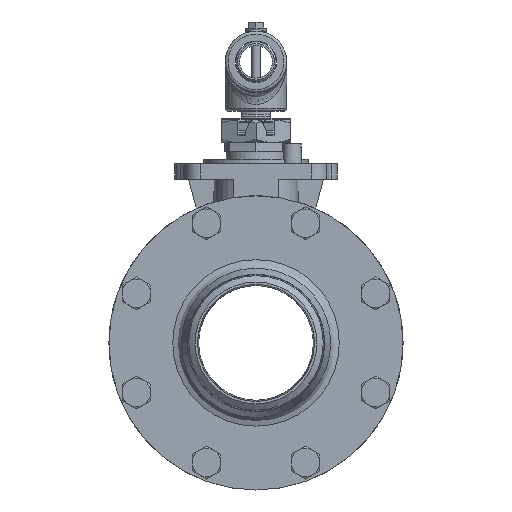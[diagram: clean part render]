
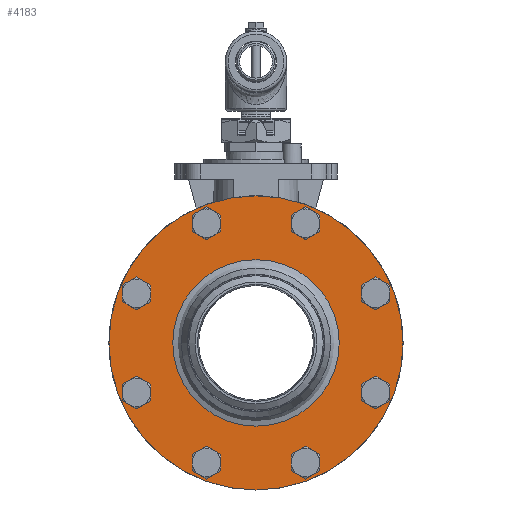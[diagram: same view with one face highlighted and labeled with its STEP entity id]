
A CAD part, front view. The second image highlights one B-rep face of the part: STEP entity #4183.
In plain terms, the highlighted planar face has unit normal (0, -1, 0).
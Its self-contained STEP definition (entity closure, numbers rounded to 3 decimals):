
#4044=CARTESIAN_POINT('',(0.,-17.4,55.472));
#4045=VERTEX_POINT('',#4044);
#4046=CARTESIAN_POINT('',(0.0,-17.4,0.0));
#4047=DIRECTION('',(0.0,-1.0,0.0));
#4048=DIRECTION('',(0.0,0.0,-1.0));
#4049=AXIS2_PLACEMENT_3D('',#4046,#4047,#4048);
#4050=CIRCLE('',#4049,55.472);
#4051=EDGE_CURVE('',#4045,#4045,#4050,.T.);
#4076=CARTESIAN_POINT('',(0.0,-17.4,74.596));
#4077=DIRECTION('',(0.0,-1.0,0.0));
#4078=DIRECTION('',(0.0,0.0,-1.0));
#4079=AXIS2_PLACEMENT_3D('',#4076,#4077,#4078);
#4080=PLANE('',#4079);
#4081=CARTESIAN_POINT('',(0.0,-17.4,98.));
#4082=VERTEX_POINT('',#4081);
#4083=CARTESIAN_POINT('',(0.0,-17.4,0.0));
#4084=DIRECTION('',(0.0,1.0,0.0));
#4085=DIRECTION('',(0.0,0.0,1.0));
#4086=AXIS2_PLACEMENT_3D('',#4083,#4084,#4085);
#4087=CIRCLE('',#4086,98.);
#4088=EDGE_CURVE('',#4082,#4082,#4087,.T.);
#4089=ORIENTED_EDGE('',*,*,#4088,.F.);
#4090=EDGE_LOOP('',(#4089));
#4091=FACE_OUTER_BOUND('',#4090,.T.);
#4092=CARTESIAN_POINT('',(73.356,-17.4,33.026));
#4093=VERTEX_POINT('',#4092);
#4094=CARTESIAN_POINT('',(79.731,-17.4,33.026));
#4095=DIRECTION('',(0.0,1.0,0.0));
#4096=DIRECTION('',(1.0,0.0,0.0));
#4097=AXIS2_PLACEMENT_3D('',#4094,#4095,#4096);
#4098=CIRCLE('',#4097,6.375);
#4099=EDGE_CURVE('',#4093,#4093,#4098,.T.);
#4100=ORIENTED_EDGE('',*,*,#4099,.T.);
#4101=EDGE_LOOP('',(#4100));
#4102=FACE_BOUND('',#4101,.T.);
#4103=CARTESIAN_POINT('',(75.223,-17.4,-28.518));
#4104=VERTEX_POINT('',#4103);
#4105=CARTESIAN_POINT('',(79.731,-17.4,-33.026));
#4106=DIRECTION('',(0.0,1.0,0.0));
#4107=DIRECTION('',(0.707,0.0,-0.707));
#4108=AXIS2_PLACEMENT_3D('',#4105,#4106,#4107);
#4109=CIRCLE('',#4108,6.375);
#4110=EDGE_CURVE('',#4104,#4104,#4109,.T.);
#4111=ORIENTED_EDGE('',*,*,#4110,.T.);
#4112=EDGE_LOOP('',(#4111));
#4113=FACE_BOUND('',#4112,.T.);
#4114=CARTESIAN_POINT('',(33.026,-17.4,-73.356));
#4115=VERTEX_POINT('',#4114);
#4116=CARTESIAN_POINT('',(33.026,-17.4,-79.731));
#4117=DIRECTION('',(0.0,1.0,0.0));
#4118=DIRECTION('',(0.0,0.0,-1.0));
#4119=AXIS2_PLACEMENT_3D('',#4116,#4117,#4118);
#4120=CIRCLE('',#4119,6.375);
#4121=EDGE_CURVE('',#4115,#4115,#4120,.T.);
#4122=ORIENTED_EDGE('',*,*,#4121,.T.);
#4123=EDGE_LOOP('',(#4122));
#4124=FACE_BOUND('',#4123,.T.);
#4125=CARTESIAN_POINT('',(-28.518,-17.4,-75.223));
#4126=VERTEX_POINT('',#4125);
#4127=CARTESIAN_POINT('',(-33.026,-17.4,-79.731));
#4128=DIRECTION('',(0.0,1.0,0.0));
#4129=DIRECTION('',(-0.707,0.0,-0.707));
#4130=AXIS2_PLACEMENT_3D('',#4127,#4128,#4129);
#4131=CIRCLE('',#4130,6.375);
#4132=EDGE_CURVE('',#4126,#4126,#4131,.T.);
#4133=ORIENTED_EDGE('',*,*,#4132,.T.);
#4134=EDGE_LOOP('',(#4133));
#4135=FACE_BOUND('',#4134,.T.);
#4136=CARTESIAN_POINT('',(-73.356,-17.4,-33.026));
#4137=VERTEX_POINT('',#4136);
#4138=CARTESIAN_POINT('',(-79.731,-17.4,-33.026));
#4139=DIRECTION('',(0.0,1.0,0.0));
#4140=DIRECTION('',(-1.0,0.0,0.0));
#4141=AXIS2_PLACEMENT_3D('',#4138,#4139,#4140);
#4142=CIRCLE('',#4141,6.375);
#4143=EDGE_CURVE('',#4137,#4137,#4142,.T.);
#4144=ORIENTED_EDGE('',*,*,#4143,.T.);
#4145=EDGE_LOOP('',(#4144));
#4146=FACE_BOUND('',#4145,.T.);
#4147=CARTESIAN_POINT('',(-75.223,-17.4,28.518));
#4148=VERTEX_POINT('',#4147);
#4149=CARTESIAN_POINT('',(-79.731,-17.4,33.026));
#4150=DIRECTION('',(0.0,1.0,0.0));
#4151=DIRECTION('',(-0.707,0.0,0.707));
#4152=AXIS2_PLACEMENT_3D('',#4149,#4150,#4151);
#4153=CIRCLE('',#4152,6.375);
#4154=EDGE_CURVE('',#4148,#4148,#4153,.T.);
#4155=ORIENTED_EDGE('',*,*,#4154,.T.);
#4156=EDGE_LOOP('',(#4155));
#4157=FACE_BOUND('',#4156,.T.);
#4158=CARTESIAN_POINT('',(-33.026,-17.4,73.356));
#4159=VERTEX_POINT('',#4158);
#4160=CARTESIAN_POINT('',(-33.026,-17.4,79.731));
#4161=DIRECTION('',(0.0,1.0,0.0));
#4162=DIRECTION('',(0.0,0.0,1.0));
#4163=AXIS2_PLACEMENT_3D('',#4160,#4161,#4162);
#4164=CIRCLE('',#4163,6.375);
#4165=EDGE_CURVE('',#4159,#4159,#4164,.T.);
#4166=ORIENTED_EDGE('',*,*,#4165,.T.);
#4167=EDGE_LOOP('',(#4166));
#4168=FACE_BOUND('',#4167,.T.);
#4169=CARTESIAN_POINT('',(28.518,-17.4,75.223));
#4170=VERTEX_POINT('',#4169);
#4171=CARTESIAN_POINT('',(33.026,-17.4,79.731));
#4172=DIRECTION('',(0.0,1.,0.0));
#4173=DIRECTION('',(0.707,0.0,0.707));
#4174=AXIS2_PLACEMENT_3D('',#4171,#4172,#4173);
#4175=CIRCLE('',#4174,6.375);
#4176=EDGE_CURVE('',#4170,#4170,#4175,.T.);
#4177=ORIENTED_EDGE('',*,*,#4176,.T.);
#4178=EDGE_LOOP('',(#4177));
#4179=FACE_BOUND('',#4178,.T.);
#4180=ORIENTED_EDGE('',*,*,#4051,.F.);
#4181=EDGE_LOOP('',(#4180));
#4182=FACE_BOUND('',#4181,.T.);
#4183=ADVANCED_FACE('',(#4091,#4102,#4113,#4124,#4135,#4146,#4157,#4168,#4179,#4182),#4080,.T.);
